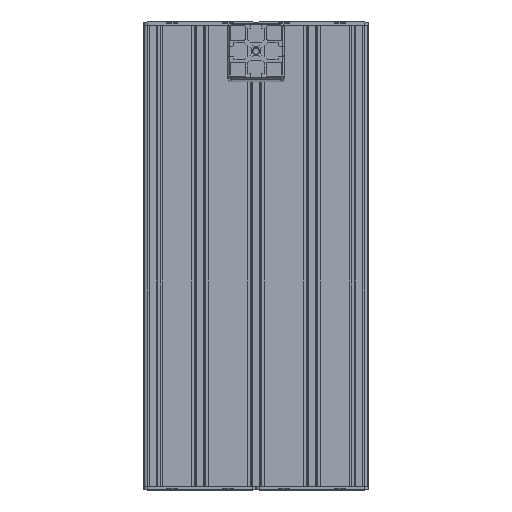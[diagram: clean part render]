
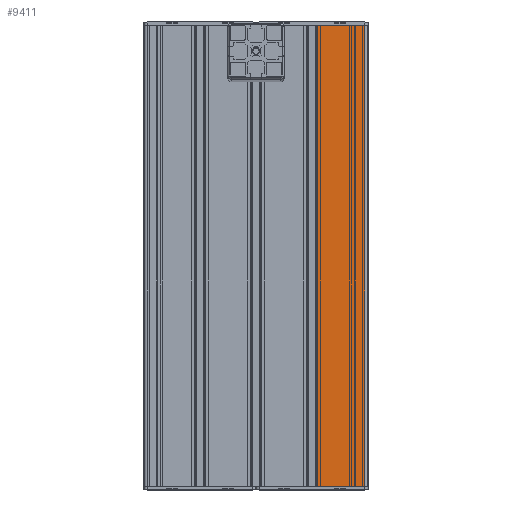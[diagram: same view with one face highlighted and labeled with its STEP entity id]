
A CAD part, top view. The second image highlights one B-rep face of the part: STEP entity #9411.
In plain terms, the highlighted face is planar.
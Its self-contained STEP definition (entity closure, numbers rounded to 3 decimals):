
#242=PLANE('',#10230);
#575=FACE_OUTER_BOUND('',#1062,.T.);
#1062=EDGE_LOOP('',(#6636,#6637,#6638,#6639));
#1563=LINE('',#13943,#2526);
#1742=LINE('',#14414,#2705);
#1743=LINE('',#14417,#2706);
#1744=LINE('',#14418,#2707);
#2526=VECTOR('',#11158,10.);
#2705=VECTOR('',#11623,10.);
#2706=VECTOR('',#11626,10.);
#2707=VECTOR('',#11627,10.);
#3912=VERTEX_POINT('',#13940);
#3913=VERTEX_POINT('',#13942);
#4062=VERTEX_POINT('',#14412);
#4063=VERTEX_POINT('',#14416);
#4831=EDGE_CURVE('',#3913,#3912,#1563,.T.);
#5067=EDGE_CURVE('',#3912,#4062,#1742,.T.);
#5068=EDGE_CURVE('',#4062,#4063,#1743,.T.);
#5069=EDGE_CURVE('',#3913,#4063,#1744,.T.);
#6636=ORIENTED_EDGE('',*,*,#5068,.T.);
#6637=ORIENTED_EDGE('',*,*,#5069,.F.);
#6638=ORIENTED_EDGE('',*,*,#4831,.T.);
#6639=ORIENTED_EDGE('',*,*,#5067,.T.);
#9411=ADVANCED_FACE('',(#575),#242,.T.);
#10230=AXIS2_PLACEMENT_3D('',#14415,#11624,#11625);
#11158=DIRECTION('',(1.,0.,0.));
#11623=DIRECTION('',(0.,0.,1.));
#11624=DIRECTION('center_axis',(0.,-1.,0.));
#11625=DIRECTION('ref_axis',(0.,0.,-1.));
#11626=DIRECTION('',(-1.,0.,0.));
#11627=DIRECTION('',(0.,0.,1.));
#13940=CARTESIAN_POINT('',(87.5,-9.5,-185.));
#13942=CARTESIAN_POINT('',(49.4,-9.5,-185.));
#13943=CARTESIAN_POINT('',(49.4,-9.5,-185.));
#14412=CARTESIAN_POINT('',(87.5,-9.5,185.));
#14414=CARTESIAN_POINT('',(87.5,-9.5,0.));
#14415=CARTESIAN_POINT('Origin',(87.5,-9.5,0.));
#14416=CARTESIAN_POINT('',(49.4,-9.5,185.));
#14417=CARTESIAN_POINT('',(49.4,-9.5,185.));
#14418=CARTESIAN_POINT('',(49.4,-9.5,0.));
